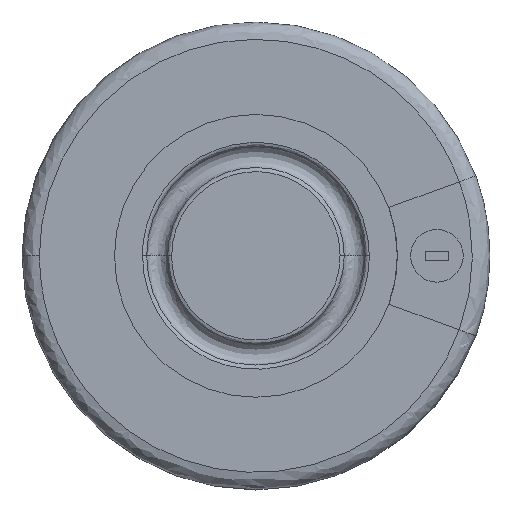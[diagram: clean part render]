
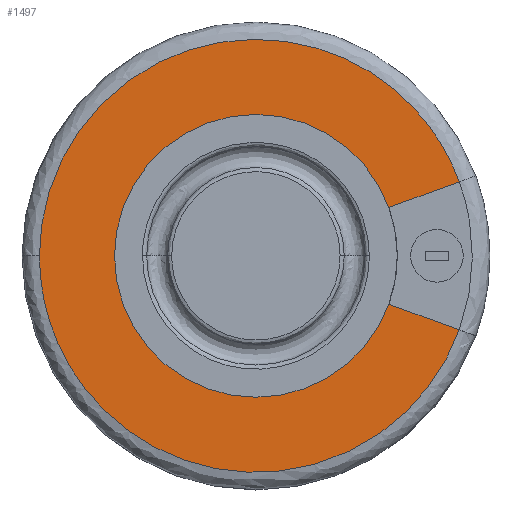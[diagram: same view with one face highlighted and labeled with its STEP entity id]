
A CAD part, top view. The second image highlights one B-rep face of the part: STEP entity #1497.
In plain terms, the highlighted planar face has unit normal (0, 0, 1).
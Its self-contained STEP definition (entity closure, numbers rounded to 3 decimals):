
#57 = CARTESIAN_POINT ( 'NONE',  ( -9.95, 0., 8. ) ) ;
#83 = DIRECTION ( 'NONE',  ( -1., 0., 0. ) ) ;
#88 =( BOUNDED_CURVE ( )  B_SPLINE_CURVE ( 3, ( #3254, #2683, #1903, #245 ),
 .UNSPECIFIED., .F., .F. ) 
 B_SPLINE_CURVE_WITH_KNOTS ( ( 4, 4 ),
 ( 0., 0.5 ),
 .UNSPECIFIED. ) 
 CURVE ( )  GEOMETRIC_REPRESENTATION_ITEM ( )  RATIONAL_B_SPLINE_CURVE ( ( 1., 0.449, 0.449, 1. ) ) 
 REPRESENTATION_ITEM ( '' )  );
#209 = EDGE_CURVE ( 'NONE', #796, #2586, #1995, .T. ) ;
#245 = CARTESIAN_POINT ( 'NONE',  ( -9.95, 0., 8. ) ) ;
#333 = EDGE_CURVE ( 'NONE', #1577, #638, #2812, .T. ) ;
#392 = CARTESIAN_POINT ( 'NONE',  ( 6.108, -2.223, 8. ) ) ;
#638 = VERTEX_POINT ( 'NONE', #828 ) ;
#796 = VERTEX_POINT ( 'NONE', #3449 ) ;
#825 = DIRECTION ( 'NONE',  ( 0., 0., 1. ) ) ;
#828 = CARTESIAN_POINT ( 'NONE',  ( -6.5, 0., 8. ) ) ;
#864 = CARTESIAN_POINT ( 'NONE',  ( -9.95, 14.546, 8. ) ) ;
#887 = DIRECTION ( 'NONE',  ( -0.94, -0.342, 0. ) ) ;
#914 = CIRCLE ( 'NONE', #1749, 6.5 ) ;
#931 = ORIENTED_EDGE ( 'NONE', *, *, #1398, .F. ) ;
#936 = VECTOR ( 'NONE', #2758, 1000. ) ;
#965 = VERTEX_POINT ( 'NONE', #2176 ) ;
#992 = CARTESIAN_POINT ( 'NONE',  ( 6.108, 2.223, 8. ) ) ;
#1022 = LINE ( 'NONE', #1102, #936 ) ;
#1053 = EDGE_CURVE ( 'NONE', #638, #1222, #914, .T. ) ;
#1102 = CARTESIAN_POINT ( 'NONE',  ( 9.209, -3.352, 8. ) ) ;
#1116 = VECTOR ( 'NONE', #887, 1000. ) ;
#1182 = AXIS2_PLACEMENT_3D ( 'NONE', #1231, #3138, #1508 ) ;
#1185 = ORIENTED_EDGE ( 'NONE', *, *, #1053, .F. ) ;
#1222 = VERTEX_POINT ( 'NONE', #392 ) ;
#1231 = CARTESIAN_POINT ( 'NONE',  ( 0., 0., 8. ) ) ;
#1398 = EDGE_CURVE ( 'NONE', #2586, #1577, #1850, .T. ) ;
#1407 = CARTESIAN_POINT ( 'NONE',  ( 9.209, 3.352, 8. ) ) ;
#1497 = ADVANCED_FACE ( 'NONE', ( #2383 ), #3406, .F. ) ;
#1508 = DIRECTION ( 'NONE',  ( -1., 0., 0. ) ) ;
#1577 = VERTEX_POINT ( 'NONE', #992 ) ;
#1689 = ORIENTED_EDGE ( 'NONE', *, *, #1934, .T. ) ;
#1697 = CARTESIAN_POINT ( 'NONE',  ( 9.35, 3.403, 8. ) ) ;
#1749 = AXIS2_PLACEMENT_3D ( 'NONE', #2468, #825, #2754 ) ;
#1850 = LINE ( 'NONE', #1407, #1116 ) ;
#1903 = CARTESIAN_POINT ( 'NONE',  ( -9.95, -14.546, 8. ) ) ;
#1934 = EDGE_CURVE ( 'NONE', #965, #1222, #1022, .T. ) ;
#1995 =( BOUNDED_CURVE ( )  B_SPLINE_CURVE ( 3, ( #57, #864, #2795, #1697 ),
 .UNSPECIFIED., .F., .F. ) 
 B_SPLINE_CURVE_WITH_KNOTS ( ( 4, 4 ),
 ( 0.5, 1. ),
 .UNSPECIFIED. ) 
 CURVE ( )  GEOMETRIC_REPRESENTATION_ITEM ( )  RATIONAL_B_SPLINE_CURVE ( ( 1., 0.449, 0.449, 1. ) ) 
 REPRESENTATION_ITEM ( '' )  );
#2002 = DIRECTION ( 'NONE',  ( 0., 0., 1. ) ) ;
#2036 = ORIENTED_EDGE ( 'NONE', *, *, #2657, .F. ) ;
#2071 = ORIENTED_EDGE ( 'NONE', *, *, #333, .F. ) ;
#2176 = CARTESIAN_POINT ( 'NONE',  ( 9.35, -3.403, 8. ) ) ;
#2383 = FACE_OUTER_BOUND ( 'NONE', #2786, .T. ) ;
#2468 = CARTESIAN_POINT ( 'NONE',  ( 0., 0., 8. ) ) ;
#2586 = VERTEX_POINT ( 'NONE', #2765 ) ;
#2657 = EDGE_CURVE ( 'NONE', #965, #796, #88, .T. ) ;
#2683 = CARTESIAN_POINT ( 'NONE',  ( 4.375, -17.072, 8. ) ) ;
#2697 = ORIENTED_EDGE ( 'NONE', *, *, #209, .F. ) ;
#2754 = DIRECTION ( 'NONE',  ( -1., 0., 0. ) ) ;
#2758 = DIRECTION ( 'NONE',  ( -0.94, 0.342, 0. ) ) ;
#2765 = CARTESIAN_POINT ( 'NONE',  ( 9.35, 3.403, 8. ) ) ;
#2786 = EDGE_LOOP ( 'NONE', ( #2036, #1689, #1185, #2071, #931, #2697 ) ) ;
#2795 = CARTESIAN_POINT ( 'NONE',  ( 4.375, 17.072, 8. ) ) ;
#2812 = CIRCLE ( 'NONE', #3054, 6.5 ) ;
#2825 = CARTESIAN_POINT ( 'NONE',  ( 0., 0., 8. ) ) ;
#3054 = AXIS2_PLACEMENT_3D ( 'NONE', #2825, #2002, #83 ) ;
#3138 = DIRECTION ( 'NONE',  ( 0., 0., -1. ) ) ;
#3254 = CARTESIAN_POINT ( 'NONE',  ( 9.35, -3.403, 8. ) ) ;
#3406 = PLANE ( 'NONE',  #1182 ) ;
#3449 = CARTESIAN_POINT ( 'NONE',  ( -9.95, 0., 8. ) ) ;
